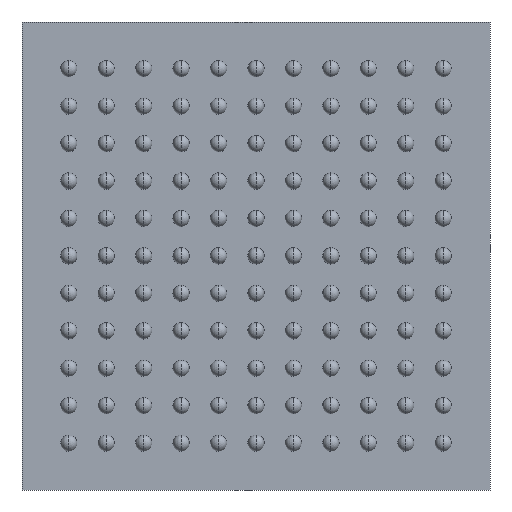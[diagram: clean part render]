
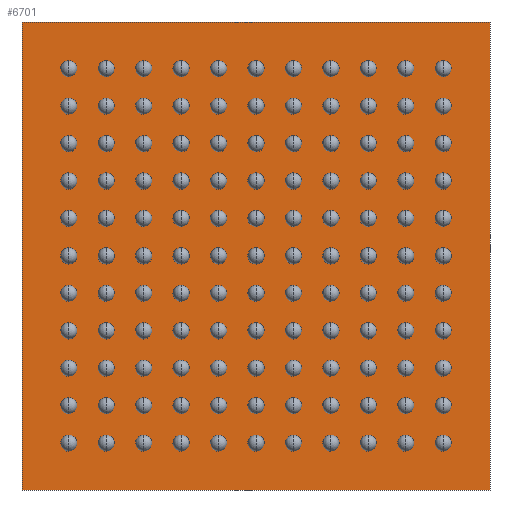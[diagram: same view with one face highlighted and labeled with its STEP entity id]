
A CAD part, front view. The second image highlights one B-rep face of the part: STEP entity #6701.
In plain terms, the highlighted planar face has unit normal (0, -1, 0).
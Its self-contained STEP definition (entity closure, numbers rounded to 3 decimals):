
#6554 = CARTESIAN_POINT ( 'NONE',  ( -5., 0.28, 5. ) ) ;
#6555 = VERTEX_POINT ( 'NONE', #6554 ) ;
#6556 = CARTESIAN_POINT ( 'NONE',  ( 5., 0.28, 5. ) ) ;
#6557 = VERTEX_POINT ( 'NONE', #6556 ) ;
#6558 = CARTESIAN_POINT ( 'NONE',  ( -5., 0.28, 5. ) ) ;
#6559 = DIRECTION ( 'NONE',  ( 1., 0., 0. ) ) ;
#6560 = VECTOR ( 'NONE', #6559, 1000. ) ;
#6561 = LINE ( 'NONE', #6558, #6560 ) ;
#6562 = EDGE_CURVE ( 'NONE', #6555, #6557, #6561, .T. ) ;
#6594 = CARTESIAN_POINT ( 'NONE',  ( 5., 0.28, -5. ) ) ;
#6595 = VERTEX_POINT ( 'NONE', #6594 ) ;
#6596 = CARTESIAN_POINT ( 'NONE',  ( 5., 0.28, -5. ) ) ;
#6597 = DIRECTION ( 'NONE',  ( 0., 0., -1. ) ) ;
#6598 = VECTOR ( 'NONE', #6597, 1000. ) ;
#6599 = LINE ( 'NONE', #6596, #6598 ) ;
#6600 = EDGE_CURVE ( 'NONE', #6557, #6595, #6599, .T. ) ;
#6625 = CARTESIAN_POINT ( 'NONE',  ( -5., 0.28, -5. ) ) ;
#6626 = VERTEX_POINT ( 'NONE', #6625 ) ;
#6627 = CARTESIAN_POINT ( 'NONE',  ( -5., 0.28, -5. ) ) ;
#6628 = DIRECTION ( 'NONE',  ( -1., 0., 0. ) ) ;
#6629 = VECTOR ( 'NONE', #6628, 1000. ) ;
#6630 = LINE ( 'NONE', #6627, #6629 ) ;
#6631 = EDGE_CURVE ( 'NONE', #6595, #6626, #6630, .T. ) ;
#6656 = CARTESIAN_POINT ( 'NONE',  ( -5., 0.28, -5. ) ) ;
#6657 = DIRECTION ( 'NONE',  ( 0., 0., 1. ) ) ;
#6658 = VECTOR ( 'NONE', #6657, 1000. ) ;
#6659 = LINE ( 'NONE', #6656, #6658 ) ;
#6660 = EDGE_CURVE ( 'NONE', #6626, #6555, #6659, .T. ) ;
#6690 = ORIENTED_EDGE ( 'NONE', *, *, #6562, .F. ) ;
#6691 = ORIENTED_EDGE ( 'NONE', *, *, #6660, .F. ) ;
#6692 = ORIENTED_EDGE ( 'NONE', *, *, #6631, .F. ) ;
#6693 = ORIENTED_EDGE ( 'NONE', *, *, #6600, .F. ) ;
#6694 = EDGE_LOOP ( 'NONE', ( #6690, #6691, #6692, #6693 ) ) ;
#6695 = FACE_OUTER_BOUND ( 'NONE', #6694, .T. ) ;
#6696 = CARTESIAN_POINT ( 'NONE',  ( 0., 0.28, 0. ) ) ;
#6697 = DIRECTION ( 'NONE',  ( 0., -1., 0. ) ) ;
#6698 = DIRECTION ( 'NONE',  ( 1., 0., 0. ) ) ;
#6699 = AXIS2_PLACEMENT_3D ( 'NONE', #6696, #6697, #6698 ) ;
#6700 = PLANE ( 'NONE', #6699 ) ;
#6701 = ADVANCED_FACE ( 'NONE', ( #6695 ), #6700, .T. ) ;
